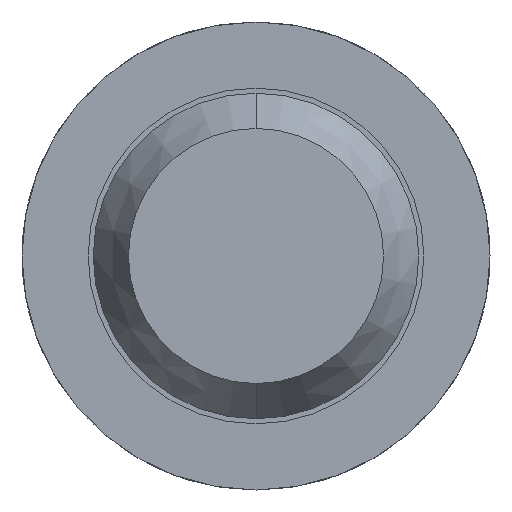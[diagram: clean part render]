
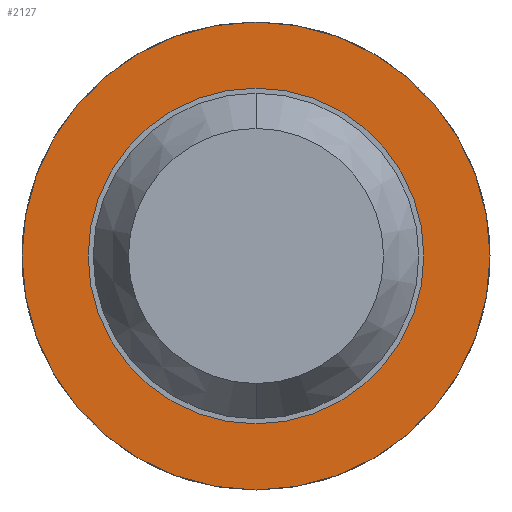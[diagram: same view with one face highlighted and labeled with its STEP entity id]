
A CAD part, front view. The second image highlights one B-rep face of the part: STEP entity #2127.
In plain terms, the highlighted planar face has unit normal (0, -1, 0).
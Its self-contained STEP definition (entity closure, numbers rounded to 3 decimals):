
#12 = DIRECTION ( 'NONE',  ( 0., 0., 1. ) ) ;
#111 = EDGE_CURVE ( 'Defeature ausgef�hrt1_0+Defeature ausgef�hrt1_7+Defeature ausgef�hrt1_7+Defeature ausgef�hrt1_7', #2611, #697, #2261, .T. ) ;
#156 = ORIENTED_EDGE ( 'NONE', *, *, #824, .T. ) ;
#224 = CARTESIAN_POINT ( 'NONE',  ( 0., -1.7, 0. ) ) ;
#307 = ORIENTED_EDGE ( 'NONE', *, *, #111, .F. ) ;
#697 = VERTEX_POINT ( 'NONE', #1575 ) ;
#824 = EDGE_CURVE ( 'Defeature ausgef�hrt1_7+Defeature ausgef�hrt1_6+Defeature ausgef�hrt1_6+Defeature ausgef�hrt1_6', #3059, #1807, #3513, .T. ) ;
#834 = DIRECTION ( 'NONE',  ( 0., 0., 1. ) ) ;
#918 = AXIS2_PLACEMENT_3D ( 'NONE', #2793, #3705, #1436 ) ;
#985 = EDGE_LOOP ( 'NONE', ( #1158, #307 ) ) ;
#1157 = CARTESIAN_POINT ( 'NONE',  ( 0.825, -1.7, 0. ) ) ;
#1158 = ORIENTED_EDGE ( 'NONE', *, *, #4008, .F. ) ;
#1347 = CARTESIAN_POINT ( 'NONE',  ( 0., -1.7, -0.825 ) ) ;
#1364 = DIRECTION ( 'NONE',  ( 0., 1., 0. ) ) ;
#1436 = DIRECTION ( 'NONE',  ( 0., 0., 1. ) ) ;
#1562 = AXIS2_PLACEMENT_3D ( 'NONE', #1627, #1944, #12 ) ;
#1575 = CARTESIAN_POINT ( 'NONE',  ( 0., -1.7, 1.15 ) ) ;
#1627 = CARTESIAN_POINT ( 'NONE',  ( 0., -1.7, 0. ) ) ;
#1655 = CARTESIAN_POINT ( 'NONE',  ( 0., -1.7, -1.15 ) ) ;
#1807 = VERTEX_POINT ( 'NONE', #1347 ) ;
#1866 = DIRECTION ( 'NONE',  ( 0., 1., 0. ) ) ;
#1944 = DIRECTION ( 'NONE',  ( 0., 1., 0. ) ) ;
#2017 = ORIENTED_EDGE ( 'NONE', *, *, #3947, .T. ) ;
#2127 = ADVANCED_FACE ( 'Defeature ausgef�hrt1_7', ( #3455, #3101 ), #2780, .F. ) ;
#2196 = AXIS2_PLACEMENT_3D ( 'NONE', #1157, #3792, #834 ) ;
#2224 = DIRECTION ( 'NONE',  ( 0., 0., 1. ) ) ;
#2261 = CIRCLE ( 'NONE', #3004, 1.15 ) ;
#2374 = CARTESIAN_POINT ( 'NONE',  ( 0., -1.7, 0. ) ) ;
#2611 = VERTEX_POINT ( 'NONE', #1655 ) ;
#2780 = PLANE ( 'NONE',  #2196 ) ;
#2793 = CARTESIAN_POINT ( 'NONE',  ( 0., -1.7, 0. ) ) ;
#3004 = AXIS2_PLACEMENT_3D ( 'NONE', #224, #1866, #2224 ) ;
#3058 = AXIS2_PLACEMENT_3D ( 'NONE', #2374, #1364, #3660 ) ;
#3059 = VERTEX_POINT ( 'NONE', #3590 ) ;
#3101 = FACE_BOUND ( 'NONE', #3697, .T. ) ;
#3385 = CIRCLE ( 'NONE', #3058, 0.825 ) ;
#3455 = FACE_OUTER_BOUND ( 'NONE', #985, .T. ) ;
#3497 = CIRCLE ( 'NONE', #918, 1.15 ) ;
#3513 = CIRCLE ( 'NONE', #1562, 0.825 ) ;
#3590 = CARTESIAN_POINT ( 'NONE',  ( 0., -1.7, 0.825 ) ) ;
#3660 = DIRECTION ( 'NONE',  ( 0., 0., 1. ) ) ;
#3697 = EDGE_LOOP ( 'NONE', ( #156, #2017 ) ) ;
#3705 = DIRECTION ( 'NONE',  ( 0., 1., 0. ) ) ;
#3792 = DIRECTION ( 'NONE',  ( 0., 1., 0. ) ) ;
#3947 = EDGE_CURVE ( 'Defeature ausgef�hrt1_7+Defeature ausgef�hrt1_6+Defeature ausgef�hrt1_6+Defeature ausgef�hrt1_6', #1807, #3059, #3385, .T. ) ;
#4008 = EDGE_CURVE ( 'Defeature ausgef�hrt1_0+Defeature ausgef�hrt1_7+Defeature ausgef�hrt1_7+Defeature ausgef�hrt1_7', #697, #2611, #3497, .T. ) ;
